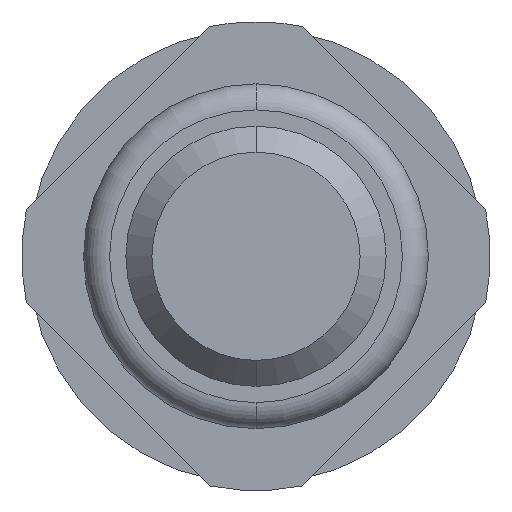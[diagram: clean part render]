
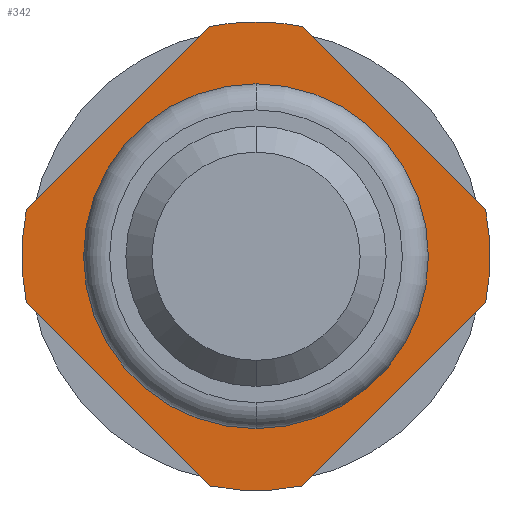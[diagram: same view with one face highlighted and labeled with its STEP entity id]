
A CAD part, front view. The second image highlights one B-rep face of the part: STEP entity #342.
In plain terms, the highlighted planar face has unit normal (0, -1, 0).
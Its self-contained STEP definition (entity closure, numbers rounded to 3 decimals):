
#93 = DIRECTION ( 'NONE',  ( 0., 1., 0. ) ) ;
#148 = VERTEX_POINT ( 'NONE', #1022 ) ;
#168 = EDGE_LOOP ( 'NONE', ( #494, #3304, #1187, #1692, #643, #418, #1228, #3177, #3022 ) ) ;
#174 = DIRECTION ( 'NONE',  ( 0., 0., 1. ) ) ;
#262 = CARTESIAN_POINT ( 'NONE',  ( 1.764, -2., -0.357 ) ) ;
#342 = ADVANCED_FACE ( 'Defeature ausgef�hrt3_0', ( #1473, #1964 ), #2732, .F. ) ;
#418 = ORIENTED_EDGE ( 'NONE', *, *, #1486, .F. ) ;
#443 = CARTESIAN_POINT ( 'NONE',  ( 0., -2., 0. ) ) ;
#467 = EDGE_CURVE ( 'Defeature ausgef�hrt3_18+Defeature ausgef�hrt3_0+Defeature ausgef�hrt3_2+Defeature ausgef�hrt3_1', #2400, #1968, #2911, .T. ) ;
#472 = LINE ( 'NONE', #2545, #2731 ) ;
#494 = ORIENTED_EDGE ( 'NONE', *, *, #467, .F. ) ;
#501 = VECTOR ( 'NONE', #787, 1000. ) ;
#503 = CARTESIAN_POINT ( 'NONE',  ( -0.161, -2., 1.961 ) ) ;
#540 = EDGE_CURVE ( 'Defeature ausgef�hrt3_2+Defeature ausgef�hrt3_0+Defeature ausgef�hrt3_17+Defeature ausgef�hrt3_18', #1040, #2660, #1876, .T. ) ;
#542 = DIRECTION ( 'NONE',  ( 0.707, 0., -0.707 ) ) ;
#643 = ORIENTED_EDGE ( 'NONE', *, *, #2283, .F. ) ;
#648 = DIRECTION ( 'NONE',  ( -0.707, 0., -0.707 ) ) ;
#650 = ORIENTED_EDGE ( 'NONE', *, *, #3054, .T. ) ;
#754 = DIRECTION ( 'NONE',  ( 0., 1., 0. ) ) ;
#755 = VERTEX_POINT ( 'NONE', #2878 ) ;
#765 = LINE ( 'NONE', #3237, #1087 ) ;
#787 = DIRECTION ( 'NONE',  ( 0.707, 0., 0.707 ) ) ;
#796 = DIRECTION ( 'NONE',  ( -0.707, 0., 0.707 ) ) ;
#806 = ORIENTED_EDGE ( 'NONE', *, *, #1364, .T. ) ;
#834 = CARTESIAN_POINT ( 'NONE',  ( -1.764, -2., 0.357 ) ) ;
#856 = CARTESIAN_POINT ( 'NONE',  ( 1.961, -2., 0.161 ) ) ;
#861 = VERTEX_POINT ( 'NONE', #262 ) ;
#905 = EDGE_LOOP ( 'NONE', ( #650, #806 ) ) ;
#1022 = CARTESIAN_POINT ( 'NONE',  ( 0., -2., 1.325 ) ) ;
#1040 = VERTEX_POINT ( 'NONE', #3414 ) ;
#1087 = VECTOR ( 'NONE', #648, 1000. ) ;
#1113 = CARTESIAN_POINT ( 'NONE',  ( 0., -2., 1.8 ) ) ;
#1164 = DIRECTION ( 'NONE',  ( 0., 1., 0. ) ) ;
#1187 = ORIENTED_EDGE ( 'NONE', *, *, #540, .F. ) ;
#1188 = AXIS2_PLACEMENT_3D ( 'NONE', #443, #754, #174 ) ;
#1228 = ORIENTED_EDGE ( 'NONE', *, *, #1918, .F. ) ;
#1237 = AXIS2_PLACEMENT_3D ( 'NONE', #1675, #2784, #3693 ) ;
#1270 = LINE ( 'NONE', #503, #501 ) ;
#1364 = EDGE_CURVE ( 'Defeature ausgef�hrt3_0+Defeature ausgef�hrt3_12+Defeature ausgef�hrt3_12+Defeature ausgef�hrt3_12', #1771, #148, #2952, .T. ) ;
#1383 = DIRECTION ( 'NONE',  ( 0., 0., 1. ) ) ;
#1410 = CIRCLE ( 'NONE', #2190, 1.8 ) ;
#1434 = AXIS2_PLACEMENT_3D ( 'NONE', #1587, #2155, #3032 ) ;
#1473 = FACE_BOUND ( 'NONE', #905, .T. ) ;
#1486 = EDGE_CURVE ( 'Defeature ausgef�hrt3_16+Defeature ausgef�hrt3_0+Defeature ausgef�hrt3_4+Defeature ausgef�hrt3_3', #755, #1897, #472, .T. ) ;
#1527 = AXIS2_PLACEMENT_3D ( 'NONE', #3250, #93, #1543 ) ;
#1543 = DIRECTION ( 'NONE',  ( 0., 0., 1. ) ) ;
#1576 = CIRCLE ( 'NONE', #3001, 1.325 ) ;
#1587 = CARTESIAN_POINT ( 'NONE',  ( 1.8, -2., 0. ) ) ;
#1617 = VERTEX_POINT ( 'NONE', #834 ) ;
#1633 = DIRECTION ( 'NONE',  ( 0., 0., 1. ) ) ;
#1675 = CARTESIAN_POINT ( 'NONE',  ( 0., -2., 0. ) ) ;
#1692 = ORIENTED_EDGE ( 'NONE', *, *, #3178, .F. ) ;
#1714 = CARTESIAN_POINT ( 'NONE',  ( 0., -2., -1.325 ) ) ;
#1771 = VERTEX_POINT ( 'NONE', #1714 ) ;
#1828 = AXIS2_PLACEMENT_3D ( 'NONE', #3495, #1164, #2650 ) ;
#1876 = CIRCLE ( 'NONE', #1828, 1.8 ) ;
#1897 = VERTEX_POINT ( 'NONE', #3566 ) ;
#1918 = EDGE_CURVE ( 'Defeature ausgef�hrt3_4+Defeature ausgef�hrt3_0+Defeature ausgef�hrt3_15+Defeature ausgef�hrt3_16', #3222, #755, #1410, .T. ) ;
#1964 = FACE_OUTER_BOUND ( 'NONE', #168, .T. ) ;
#1968 = VERTEX_POINT ( 'NONE', #2686 ) ;
#2001 = CIRCLE ( 'NONE', #2009, 1.8 ) ;
#2009 = AXIS2_PLACEMENT_3D ( 'NONE', #3601, #2551, #1633 ) ;
#2141 = VECTOR ( 'NONE', #542, 1000. ) ;
#2155 = DIRECTION ( 'NONE',  ( 0., 1., 0. ) ) ;
#2190 = AXIS2_PLACEMENT_3D ( 'NONE', #2695, #2413, #2423 ) ;
#2213 = EDGE_CURVE ( 'Defeature ausgef�hrt3_2+Defeature ausgef�hrt3_0+Defeature ausgef�hrt3_17+Defeature ausgef�hrt3_18', #2660, #2400, #2947, .T. ) ;
#2283 = EDGE_CURVE ( 'Defeature ausgef�hrt3_3+Defeature ausgef�hrt3_0+Defeature ausgef�hrt3_16+Defeature ausgef�hrt3_17', #1897, #1617, #2001, .T. ) ;
#2400 = VERTEX_POINT ( 'NONE', #2748 ) ;
#2413 = DIRECTION ( 'NONE',  ( 0., 1., 0. ) ) ;
#2423 = DIRECTION ( 'NONE',  ( 0., 0., 1. ) ) ;
#2545 = CARTESIAN_POINT ( 'NONE',  ( -0.161, -2., -1.961 ) ) ;
#2551 = DIRECTION ( 'NONE',  ( 0., 1., 0. ) ) ;
#2650 = DIRECTION ( 'NONE',  ( 0., 0., 1. ) ) ;
#2660 = VERTEX_POINT ( 'NONE', #1113 ) ;
#2686 = CARTESIAN_POINT ( 'NONE',  ( 1.764, -2., 0.357 ) ) ;
#2695 = CARTESIAN_POINT ( 'NONE',  ( 0., -2., 0. ) ) ;
#2731 = VECTOR ( 'NONE', #796, 1000. ) ;
#2732 = PLANE ( 'NONE',  #1434 ) ;
#2748 = CARTESIAN_POINT ( 'NONE',  ( 0.357, -2., 1.764 ) ) ;
#2754 = CIRCLE ( 'NONE', #1527, 1.8 ) ;
#2784 = DIRECTION ( 'NONE',  ( 0., 1., 0. ) ) ;
#2860 = EDGE_CURVE ( 'Defeature ausgef�hrt3_15+Defeature ausgef�hrt3_0+Defeature ausgef�hrt3_1+Defeature ausgef�hrt3_4', #861, #3222, #765, .T. ) ;
#2878 = CARTESIAN_POINT ( 'NONE',  ( -0.357, -2., -1.764 ) ) ;
#2910 = EDGE_CURVE ( 'Defeature ausgef�hrt3_1+Defeature ausgef�hrt3_0+Defeature ausgef�hrt3_18+Defeature ausgef�hrt3_15', #1968, #861, #2754, .T. ) ;
#2911 = LINE ( 'NONE', #856, #2141 ) ;
#2947 = CIRCLE ( 'NONE', #1237, 1.8 ) ;
#2952 = CIRCLE ( 'NONE', #1188, 1.325 ) ;
#3001 = AXIS2_PLACEMENT_3D ( 'NONE', #3421, #3678, #1383 ) ;
#3022 = ORIENTED_EDGE ( 'NONE', *, *, #2910, .F. ) ;
#3032 = DIRECTION ( 'NONE',  ( 0., 0., 1. ) ) ;
#3054 = EDGE_CURVE ( 'Defeature ausgef�hrt3_0+Defeature ausgef�hrt3_12+Defeature ausgef�hrt3_12+Defeature ausgef�hrt3_12', #148, #1771, #1576, .T. ) ;
#3177 = ORIENTED_EDGE ( 'NONE', *, *, #2860, .F. ) ;
#3178 = EDGE_CURVE ( 'Defeature ausgef�hrt3_17+Defeature ausgef�hrt3_0+Defeature ausgef�hrt3_3+Defeature ausgef�hrt3_2', #1617, #1040, #1270, .T. ) ;
#3222 = VERTEX_POINT ( 'NONE', #3489 ) ;
#3237 = CARTESIAN_POINT ( 'NONE',  ( 1.961, -2., -0.161 ) ) ;
#3250 = CARTESIAN_POINT ( 'NONE',  ( 0., -2., 0. ) ) ;
#3304 = ORIENTED_EDGE ( 'NONE', *, *, #2213, .F. ) ;
#3414 = CARTESIAN_POINT ( 'NONE',  ( -0.357, -2., 1.764 ) ) ;
#3421 = CARTESIAN_POINT ( 'NONE',  ( 0., -2., 0. ) ) ;
#3489 = CARTESIAN_POINT ( 'NONE',  ( 0.357, -2., -1.764 ) ) ;
#3495 = CARTESIAN_POINT ( 'NONE',  ( 0., -2., 0. ) ) ;
#3566 = CARTESIAN_POINT ( 'NONE',  ( -1.764, -2., -0.357 ) ) ;
#3601 = CARTESIAN_POINT ( 'NONE',  ( 0., -2., 0. ) ) ;
#3678 = DIRECTION ( 'NONE',  ( 0., 1., 0. ) ) ;
#3693 = DIRECTION ( 'NONE',  ( 0., 0., 1. ) ) ;
